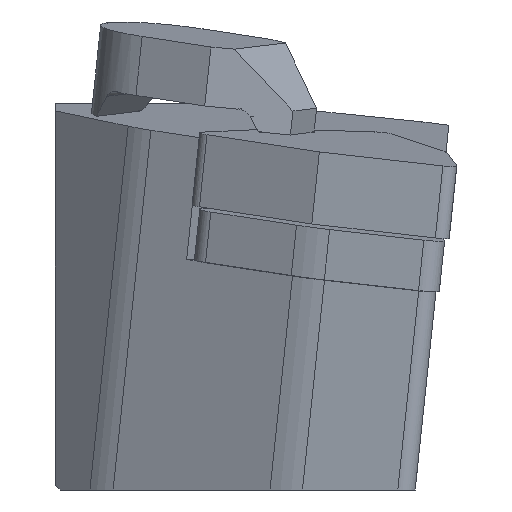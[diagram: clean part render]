
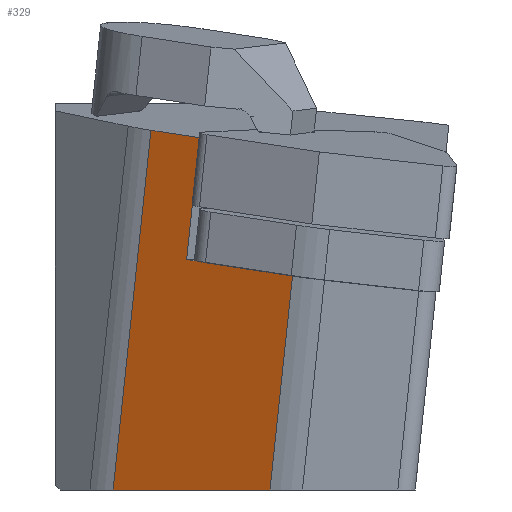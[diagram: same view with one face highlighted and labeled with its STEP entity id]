
A CAD part, left-side view. The second image highlights one B-rep face of the part: STEP entity #329.
In plain terms, the highlighted planar face has unit normal (-0.906, 0.42, -0.051).
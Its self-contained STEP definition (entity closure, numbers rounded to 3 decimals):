
#329=ADVANCED_FACE('',(#473),#409,.F.);
#409=PLANE('',#1734);
#473=FACE_OUTER_BOUND('',#556,.T.);
#556=EDGE_LOOP('',(#706,#707,#708,#709,#710,#711,#712));
#706=ORIENTED_EDGE('',*,*,#1197,.F.);
#707=ORIENTED_EDGE('',*,*,#1195,.T.);
#708=ORIENTED_EDGE('',*,*,#1221,.F.);
#709=ORIENTED_EDGE('',*,*,#1238,.T.);
#710=ORIENTED_EDGE('',*,*,#1239,.F.);
#711=ORIENTED_EDGE('',*,*,#1236,.F.);
#712=ORIENTED_EDGE('',*,*,#1240,.F.);
#1056=VERTEX_POINT('',#2274);
#1061=VERTEX_POINT('',#2284);
#1062=VERTEX_POINT('',#2288);
#1079=VERTEX_POINT('',#2335);
#1090=VERTEX_POINT('',#2366);
#1091=VERTEX_POINT('',#2368);
#1092=VERTEX_POINT('',#2372);
#1195=EDGE_CURVE('',#1056,#1061,#1404,.T.);
#1197=EDGE_CURVE('',#1056,#1062,#1405,.T.);
#1221=EDGE_CURVE('',#1079,#1061,#1425,.T.);
#1236=EDGE_CURVE('',#1090,#1091,#1435,.T.);
#1238=EDGE_CURVE('',#1079,#1092,#1436,.T.);
#1239=EDGE_CURVE('',#1091,#1092,#1437,.T.);
#1240=EDGE_CURVE('',#1062,#1090,#1438,.T.);
#1404=LINE('',#2285,#1566);
#1405=LINE('',#2289,#1567);
#1425=LINE('',#2336,#1587);
#1435=LINE('',#2367,#1597);
#1436=LINE('',#2371,#1598);
#1437=LINE('',#2373,#1599);
#1438=LINE('',#2374,#1600);
#1566=VECTOR('',#1858,1.);
#1567=VECTOR('',#1863,1.);
#1587=VECTOR('',#1903,1.);
#1597=VECTOR('',#1933,1.);
#1598=VECTOR('',#1938,1.);
#1599=VECTOR('',#1939,1.);
#1600=VECTOR('',#1940,1.);
#1734=AXIS2_PLACEMENT_3D('',#2375,#1941,#1942);
#1858=DIRECTION('',(-0.105,-0.104,0.989));
#1863=DIRECTION('',(-0.41,-0.901,-0.138));
#1903=DIRECTION('',(-0.41,-0.901,-0.138));
#1933=DIRECTION('',(0.105,0.104,-0.989));
#1938=DIRECTION('',(0.105,0.104,-0.989));
#1939=DIRECTION('',(0.421,0.907,0.));
#1940=DIRECTION('',(-0.41,-0.901,-0.138));
#1941=DIRECTION('',(0.906,-0.42,0.052));
#1942=DIRECTION('',(0.421,0.907,0.));
#2274=CARTESIAN_POINT('',(5.305,-8.152,-5.696));
#2284=CARTESIAN_POINT('',(4.506,-8.946,1.86));
#2285=CARTESIAN_POINT('',(4.26,-9.191,4.195));
#2288=CARTESIAN_POINT('',(5.005,-8.811,-5.797));
#2289=CARTESIAN_POINT('',(5.718,-7.244,-5.557));
#2335=CARTESIAN_POINT('',(5.875,-5.941,2.321));
#2336=CARTESIAN_POINT('',(1.513,-15.52,0.853));
#2366=CARTESIAN_POINT('',(2.311,-14.726,-6.704));
#2367=CARTESIAN_POINT('',(5.115,-11.938,-33.231));
#2368=CARTESIAN_POINT('',(3.716,-13.329,-20.));
#2371=CARTESIAN_POINT('',(9.477,-2.359,-31.763));
#2372=CARTESIAN_POINT('',(8.234,-3.595,-20.));
#2373=CARTESIAN_POINT('',(4.495,-11.651,-20.));
#2374=CARTESIAN_POINT('',(5.718,-7.244,-5.557));
#2375=CARTESIAN_POINT('',(5.115,-11.938,-33.231));
